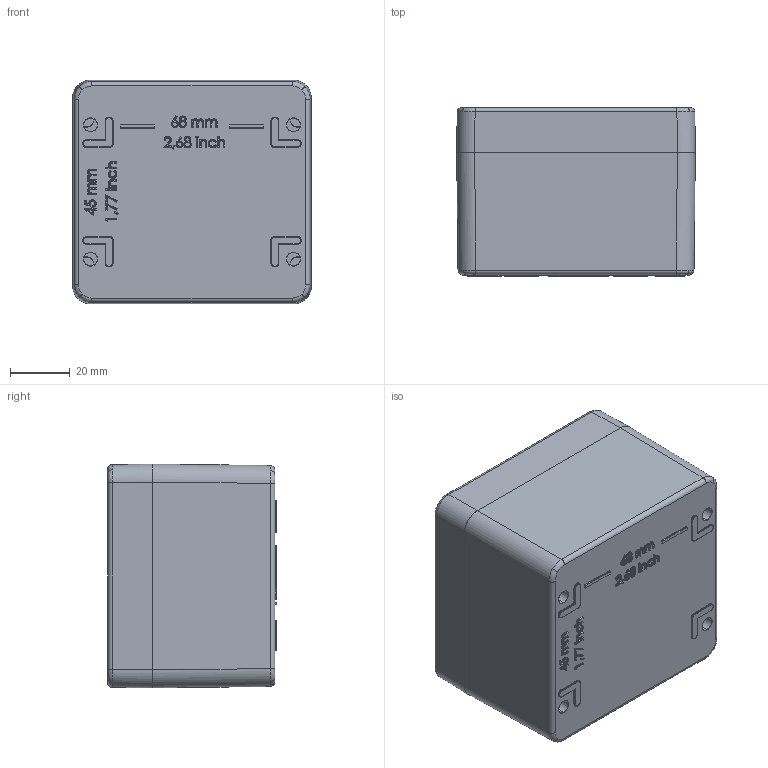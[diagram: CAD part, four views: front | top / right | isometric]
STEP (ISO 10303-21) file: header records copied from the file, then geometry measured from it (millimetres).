
FILE_DESCRIPTION (( 'STEP AP214' ), '1' );
FILE_NAME ('26080806.STEP', '2017-06-08T12:10:41', ( 'Macha' ), ( 'Hewlett-Packard Company' ), 'SwSTEP 2.0', 'SolidWorks 2015', '' );
FILE_SCHEMA (( 'AUTOMOTIVE_DESIGN' ));
Length unit declared in the file: millimetre
Products named in the file (9): 26080806; 92684; 82014_270; 93133; 23231; 23231-Unterteil; 86221; 86223
Assembly tree (19 placements, depth 3):
  26080806
    23231-Unterteil
      23231-Unterteil
      86223  x4
      86221  x6
    23231
    93133  x4
    82014_270
    92684
Bounding box: 80 x 56.5 x 75 mm (x, y, z)
Volume: 141676.5 mm3; surface area: 67162.7 mm2
Topology: 18 solids, 18 shells, 1970 faces, 4797 edges, 2944 vertices
Faces by surface type: plane 654, bspline 610, cylinder 392, cone 218, torus 92, sphere 4
Entity records: 73494 total; most frequent: CARTESIAN_POINT 40005, ORIENTED_EDGE 7882, DIRECTION 5323, EDGE_CURVE 3941, VERTEX_POINT 2430, VECTOR 1829, LINE 1829, AXIS2_PLACEMENT_3D 1747
